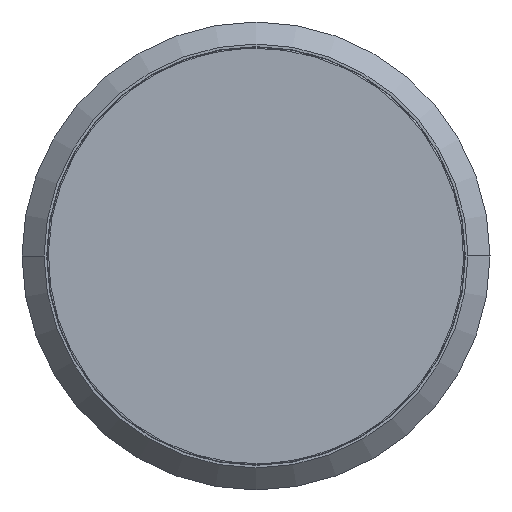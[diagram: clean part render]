
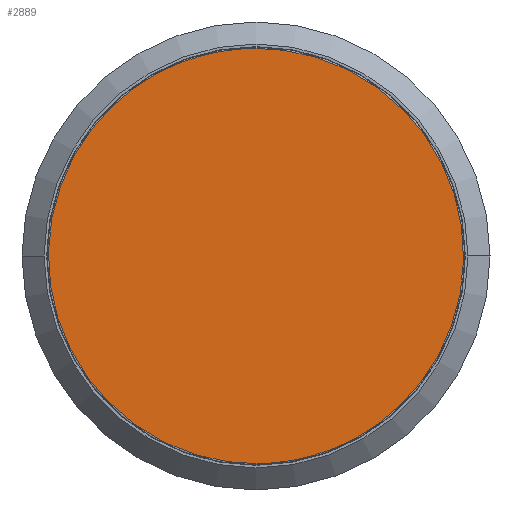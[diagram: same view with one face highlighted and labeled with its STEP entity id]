
A CAD part, left-side view. The second image highlights one B-rep face of the part: STEP entity #2889.
In plain terms, the highlighted planar face has unit normal (-1, 0, 0).
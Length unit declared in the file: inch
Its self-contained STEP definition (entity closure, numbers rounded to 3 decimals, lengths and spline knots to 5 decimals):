
#204 = EDGE_LOOP ( 'NONE', ( #2484, #1062 ) ) ;
#270 = CARTESIAN_POINT ( 'NONE',  ( -0.1811, -0.62874, 0.31437 ) ) ;
#274 = AXIS2_PLACEMENT_3D ( 'NONE', #1338, #1327, #496 ) ;
#429 = CARTESIAN_POINT ( 'NONE',  ( -0.1811, 0., 0.31437 ) ) ;
#496 = DIRECTION ( 'NONE',  ( 0., 0., -1. ) ) ;
#546 = CARTESIAN_POINT ( 'NONE',  ( -0.1811, 0.62874, -0.31437 ) ) ;
#1030 = PLANE ( 'NONE',  #274 ) ;
#1062 = ORIENTED_EDGE ( 'NONE', *, *, #2181, .F. ) ;
#1107 = CARTESIAN_POINT ( 'NONE',  ( -0.1811, -0.62874, -0.31437 ) ) ;
#1327 = DIRECTION ( 'NONE',  ( 1., 0., 0. ) ) ;
#1338 = CARTESIAN_POINT ( 'NONE',  ( -0.1811, 0., 0. ) ) ;
#1349 = CARTESIAN_POINT ( 'NONE',  ( -0.1811, 0., 0.31437 ) ) ;
#1634 =( BOUNDED_CURVE ( )  B_SPLINE_CURVE ( 3, ( #2175, #270, #1107, #2192 ),
 .UNSPECIFIED., .F., .F. ) 
 B_SPLINE_CURVE_WITH_KNOTS ( ( 4, 4 ),
 ( 0., 1. ),
 .UNSPECIFIED. ) 
 CURVE ( )  GEOMETRIC_REPRESENTATION_ITEM ( )  RATIONAL_B_SPLINE_CURVE ( ( 1., 0.333, 0.333, 1. ) ) 
 REPRESENTATION_ITEM ( '' )  );
#1743 = CARTESIAN_POINT ( 'NONE',  ( -0.1811, 0., -0.31437 ) ) ;
#2175 = CARTESIAN_POINT ( 'NONE',  ( -0.1811, 0., 0.31437 ) ) ;
#2181 = EDGE_CURVE ( 'NONE', #2466, #3152, #1634, .T. ) ;
#2192 = CARTESIAN_POINT ( 'NONE',  ( -0.1811, 0., -0.31437 ) ) ;
#2414 = CARTESIAN_POINT ( 'NONE',  ( -0.1811, 0.62874, 0.31437 ) ) ;
#2466 = VERTEX_POINT ( 'NONE', #429 ) ;
#2484 = ORIENTED_EDGE ( 'NONE', *, *, #2742, .F. ) ;
#2742 = EDGE_CURVE ( 'NONE', #3152, #2466, #3477, .T. ) ;
#2791 = FACE_OUTER_BOUND ( 'NONE', #204, .T. ) ;
#2889 = ADVANCED_FACE ( 'NONE', ( #2791 ), #1030, .F. ) ;
#2935 = CARTESIAN_POINT ( 'NONE',  ( -0.1811, 0., -0.31437 ) ) ;
#3152 = VERTEX_POINT ( 'NONE', #1743 ) ;
#3477 =( BOUNDED_CURVE ( )  B_SPLINE_CURVE ( 3, ( #2935, #546, #2414, #1349 ),
 .UNSPECIFIED., .F., .F. ) 
 B_SPLINE_CURVE_WITH_KNOTS ( ( 4, 4 ),
 ( 0., 1. ),
 .UNSPECIFIED. ) 
 CURVE ( )  GEOMETRIC_REPRESENTATION_ITEM ( )  RATIONAL_B_SPLINE_CURVE ( ( 1., 0.333, 0.333, 1. ) ) 
 REPRESENTATION_ITEM ( '' )  );
